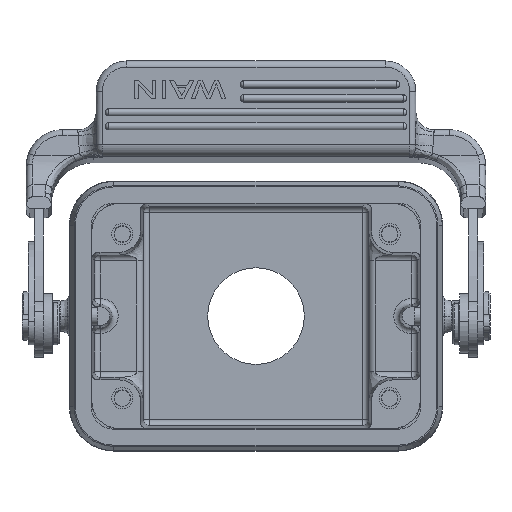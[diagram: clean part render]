
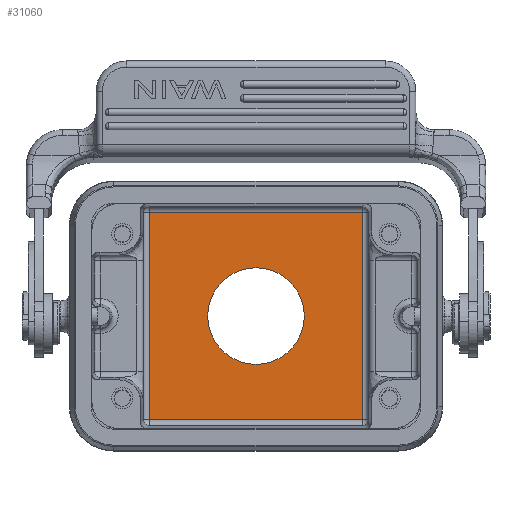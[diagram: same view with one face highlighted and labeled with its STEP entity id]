
A CAD part, front view. The second image highlights one B-rep face of the part: STEP entity #31060.
In plain terms, the highlighted planar face has unit normal (0, -1, 0).
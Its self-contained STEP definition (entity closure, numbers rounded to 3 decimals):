
#6587=CARTESIAN_POINT('',(0.,37.,0.));
#6588=DIRECTION('',(0.,-1.,0.));
#6589=DIRECTION('',(-1.,0.,0.));
#6590=AXIS2_PLACEMENT_3D('',#6587,#6588,#6589);
#6595=CARTESIAN_POINT('',(0.,37.,0.));
#6596=DIRECTION('',(0.,-1.,0.));
#6597=DIRECTION('',(1.,0.,0.));
#6598=AXIS2_PLACEMENT_3D('',#6595,#6596,#6597);
#6603=DIRECTION('',(1.,0.,0.));
#6604=VECTOR('',#6603,35.064);
#6605=CARTESIAN_POINT('',(-17.532,37.,-17.032));
#6606=LINE('',#6605,#6604);
#7527=DIRECTION('',(-1.,0.,0.));
#7528=VECTOR('',#7527,35.064);
#7529=CARTESIAN_POINT('',(17.532,37.,17.032));
#7530=LINE('',#7529,#7528);
#7565=DIRECTION('',(0.,0.,1.));
#7566=VECTOR('',#7565,34.064);
#7567=CARTESIAN_POINT('',(17.532,37.,-17.032));
#7568=LINE('',#7567,#7566);
#7579=DIRECTION('',(0.,0.,-1.));
#7580=VECTOR('',#7579,34.064);
#7581=CARTESIAN_POINT('',(-17.532,37.,17.032));
#7582=LINE('',#7581,#7580);
#22729=CARTESIAN_POINT('',(7.95,37.,0.));
#22730=VERTEX_POINT('',#22729);
#22731=CARTESIAN_POINT('',(-7.95,37.,0.));
#22732=VERTEX_POINT('',#22731);
#22733=CARTESIAN_POINT('',(-17.532,37.,-17.032));
#22734=CARTESIAN_POINT('',(17.532,37.,-17.032));
#22735=VERTEX_POINT('',#22733);
#22736=VERTEX_POINT('',#22734);
#22737=CARTESIAN_POINT('',(-17.532,37.,17.032));
#22738=VERTEX_POINT('',#22737);
#22739=CARTESIAN_POINT('',(17.532,37.,17.032));
#22740=VERTEX_POINT('',#22739);
#31041=CARTESIAN_POINT('',(0.,37.,0.));
#31042=DIRECTION('',(0.,-1.,0.));
#31043=DIRECTION('',(1.,0.,0.));
#31044=AXIS2_PLACEMENT_3D('',#31041,#31042,#31043);
#31045=PLANE('',#31044);
#31047=ORIENTED_EDGE('',*,*,#31046,.F.);
#31049=ORIENTED_EDGE('',*,*,#31048,.F.);
#31051=ORIENTED_EDGE('',*,*,#31050,.F.);
#31053=ORIENTED_EDGE('',*,*,#31052,.F.);
#31054=EDGE_LOOP('',(#31047,#31049,#31051,#31053));
#31055=FACE_OUTER_BOUND('',#31054,.F.);
#31056=ORIENTED_EDGE('',*,*,#31021,.T.);
#31057=ORIENTED_EDGE('',*,*,#31035,.T.);
#31058=EDGE_LOOP('',(#31056,#31057));
#31059=FACE_BOUND('',#31058,.F.);
#31060=ADVANCED_FACE('',(#31055,#31059),#31045,.T.);
#6591=CIRCLE('',#6590,7.95);
#6599=CIRCLE('',#6598,7.95);
#31021=EDGE_CURVE('',#22732,#22730,#6591,.T.);
#31035=EDGE_CURVE('',#22730,#22732,#6599,.T.);
#31046=EDGE_CURVE('',#22735,#22736,#6606,.T.);
#31048=EDGE_CURVE('',#22738,#22735,#7582,.T.);
#31050=EDGE_CURVE('',#22740,#22738,#7530,.T.);
#31052=EDGE_CURVE('',#22736,#22740,#7568,.T.);
